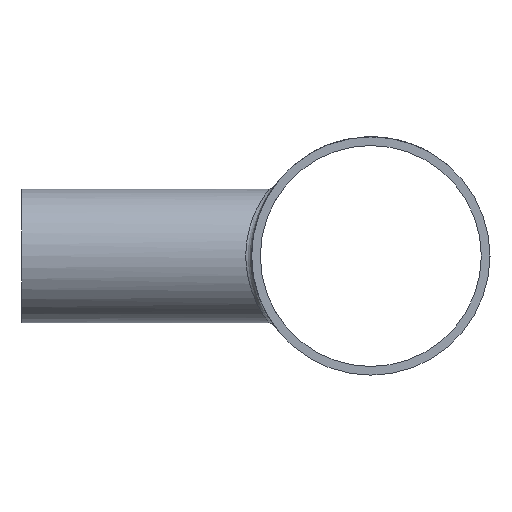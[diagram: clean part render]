
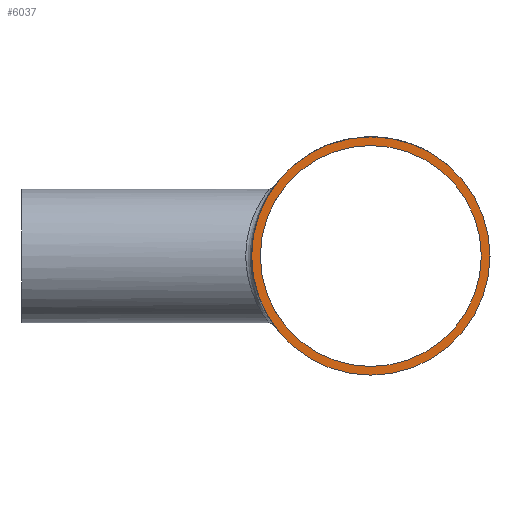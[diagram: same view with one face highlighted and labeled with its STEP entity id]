
A CAD part, left-side view. The second image highlights one B-rep face of the part: STEP entity #6037.
In plain terms, the highlighted planar face has unit normal (-1, 0, 0).
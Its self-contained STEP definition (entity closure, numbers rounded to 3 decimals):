
#473 = ORIENTED_EDGE ( 'NONE', *, *, #16149, .T. ) ;
#702 = CARTESIAN_POINT ( 'NONE',  ( -60., 0., 0. ) ) ;
#1211 = DIRECTION ( 'NONE',  ( 0., 0., 1. ) ) ;
#1869 = CARTESIAN_POINT ( 'NONE',  ( -60., 0., 19. ) ) ;
#2261 = FACE_BOUND ( 'NONE', #7582, .T. ) ;
#5138 = ORIENTED_EDGE ( 'NONE', *, *, #6912, .F. ) ;
#5358 = CIRCLE ( 'NONE', #10833, 19. ) ;
#5408 = AXIS2_PLACEMENT_3D ( 'NONE', #9636, #9386, #1211 ) ;
#6037 = ADVANCED_FACE ( 'NONE', ( #2261, #13185 ), #6166, .T. ) ;
#6051 = CARTESIAN_POINT ( 'NONE',  ( -60., 0., 20.5 ) ) ;
#6166 = PLANE ( 'NONE',  #14529 ) ;
#6912 = EDGE_CURVE ( 'NONE', #10018, #10018, #5358, .T. ) ;
#7433 = CIRCLE ( 'NONE', #5408, 20.5 ) ;
#7582 = EDGE_LOOP ( 'NONE', ( #5138 ) ) ;
#9386 = DIRECTION ( 'NONE',  ( -1., 0., 0. ) ) ;
#9636 = CARTESIAN_POINT ( 'NONE',  ( -60., 0., 0. ) ) ;
#9663 = DIRECTION ( 'NONE',  ( -1., 0., 0. ) ) ;
#10018 = VERTEX_POINT ( 'NONE', #1869 ) ;
#10403 = DIRECTION ( 'NONE',  ( 0., 0., 1. ) ) ;
#10833 = AXIS2_PLACEMENT_3D ( 'NONE', #16583, #9663, #12426 ) ;
#12040 = EDGE_LOOP ( 'NONE', ( #473 ) ) ;
#12426 = DIRECTION ( 'NONE',  ( 0., 0., 1. ) ) ;
#12790 = VERTEX_POINT ( 'NONE', #6051 ) ;
#13185 = FACE_OUTER_BOUND ( 'NONE', #12040, .T. ) ;
#14529 = AXIS2_PLACEMENT_3D ( 'NONE', #702, #16967, #10403 ) ;
#16149 = EDGE_CURVE ( 'NONE', #12790, #12790, #7433, .T. ) ;
#16583 = CARTESIAN_POINT ( 'NONE',  ( -60., 0., 0. ) ) ;
#16967 = DIRECTION ( 'NONE',  ( -1., 0., 0. ) ) ;
